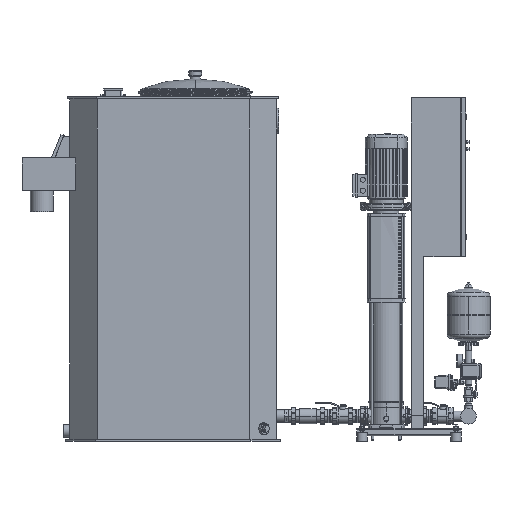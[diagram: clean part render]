
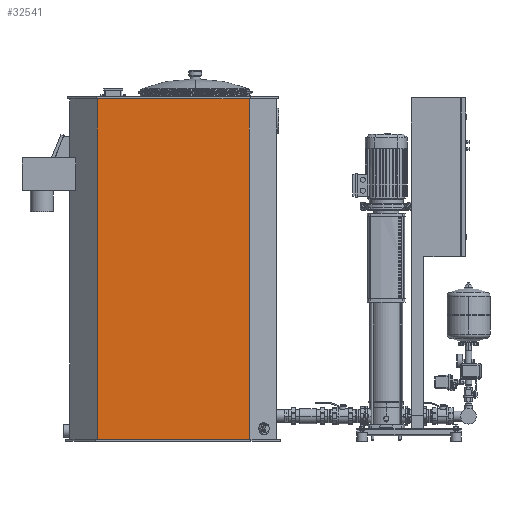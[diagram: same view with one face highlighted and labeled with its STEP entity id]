
A CAD part, front view. The second image highlights one B-rep face of the part: STEP entity #32541.
In plain terms, the highlighted planar face has unit normal (0, -1, 0).
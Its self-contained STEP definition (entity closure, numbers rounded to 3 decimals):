
#27371=CARTESIAN_POINT('',(-1385.216,-360.0,10.0));
#27372=VERTEX_POINT('',#27371);
#27379=CARTESIAN_POINT('',(-1385.216,-360.0,1640.0));
#27380=VERTEX_POINT('',#27379);
#27381=CARTESIAN_POINT('',(-1385.216,-360.0,10.0));
#27382=DIRECTION('',(0.0,0.0,1.0));
#27383=VECTOR('',#27382,1630.0);
#27384=LINE('',#27381,#27383);
#27385=EDGE_CURVE('',#27372,#27380,#27384,.T.);
#32255=CARTESIAN_POINT('',(-656.784,-360.0,1640.0));
#32256=VERTEX_POINT('',#32255);
#32257=CARTESIAN_POINT('',(-656.784,-360.0,1640.0));
#32258=DIRECTION('',(-1.0,0.0,0.0));
#32259=VECTOR('',#32258,728.431);
#32260=LINE('',#32257,#32259);
#32261=EDGE_CURVE('',#32256,#27380,#32260,.T.);
#32503=CARTESIAN_POINT('',(-656.784,-360.0,10.0));
#32504=VERTEX_POINT('',#32503);
#32505=CARTESIAN_POINT('',(-656.784,-360.0,10.0));
#32506=DIRECTION('',(0.0,0.0,1.0));
#32507=VECTOR('',#32506,1630.0);
#32508=LINE('',#32505,#32507);
#32509=EDGE_CURVE('',#32504,#32256,#32508,.T.);
#32525=CARTESIAN_POINT('',(-656.784,-360.0,10.0));
#32526=DIRECTION('',(0.0,-1.0,0.0));
#32527=DIRECTION('',(0.0,0.0,-1.0));
#32528=AXIS2_PLACEMENT_3D('',#32525,#32526,#32527);
#32529=PLANE('',#32528);
#32530=ORIENTED_EDGE('',*,*,#32261,.T.);
#32531=ORIENTED_EDGE('',*,*,#27385,.F.);
#32532=CARTESIAN_POINT('',(-656.784,-360.0,10.0));
#32533=DIRECTION('',(-1.0,0.0,0.0));
#32534=VECTOR('',#32533,728.431);
#32535=LINE('',#32532,#32534);
#32536=EDGE_CURVE('',#32504,#27372,#32535,.T.);
#32537=ORIENTED_EDGE('',*,*,#32536,.F.);
#32538=ORIENTED_EDGE('',*,*,#32509,.T.);
#32539=EDGE_LOOP('',(#32530,#32531,#32537,#32538));
#32540=FACE_OUTER_BOUND('',#32539,.T.);
#32541=ADVANCED_FACE('',(#32540),#32529,.T.);
